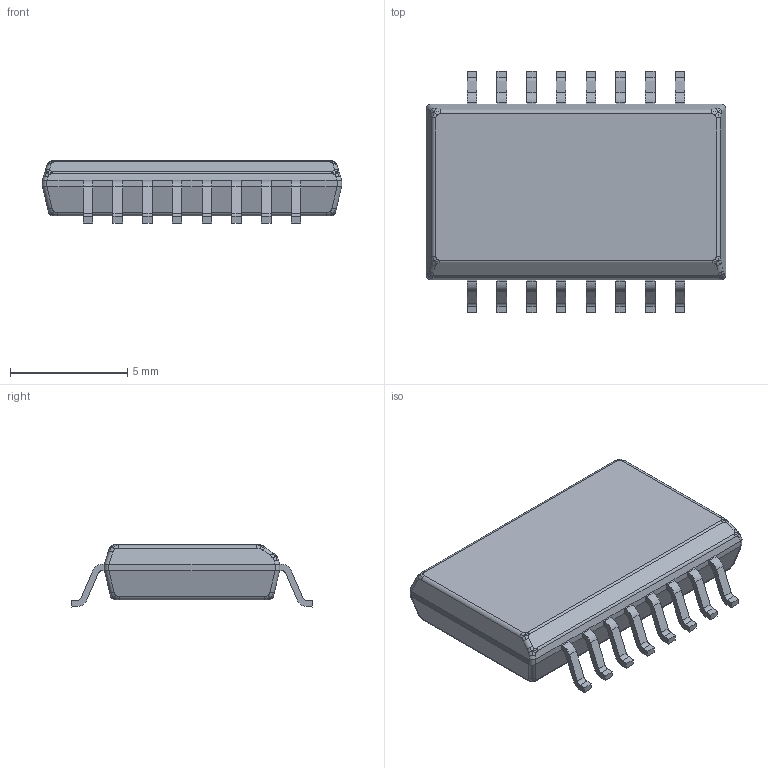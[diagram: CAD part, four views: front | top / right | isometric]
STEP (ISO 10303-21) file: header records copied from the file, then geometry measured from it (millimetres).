
FILE_DESCRIPTION(/* description */ (''),/* implementation_level */ '2;1');
FILE_NAME(/* name */ 'Analog Devices SOIC-16 RI.step',/* time_stamp */ '2019-12-07T03:44:31+00:00',/* author */ (''),/* organization */ (''),/* preprocessor_version */ 'ST-DEVELOPER v18',/* originating_system */ 'Autodesk Translation Framework v8.12.0.6',/* authorisation */ '');
FILE_SCHEMA (('AUTOMOTIVE_DESIGN { 1 0 10303 214 3 1 1 }'));
Length unit declared in the file: millimetre
Products named in the file (1): Analog Devices SOIC-16 (RI)
Bounding box: 12.8 x 10.32 x 2.65 mm (x, y, z)
Volume: 215.5 mm3; surface area: 309 mm2
Topology: 1 solids, 1 shells, 322 faces, 866 edges, 546 vertices
Faces by surface type: plane 175, cylinder 87, bspline 60
Entity records: 12365 total; most frequent: CARTESIAN_POINT 4135, ORIENTED_EDGE 1732, DIRECTION 1604, EDGE_CURVE 866, VERTEX_POINT 546, AXIS2_PLACEMENT_3D 535, LINE 534, VECTOR 534
